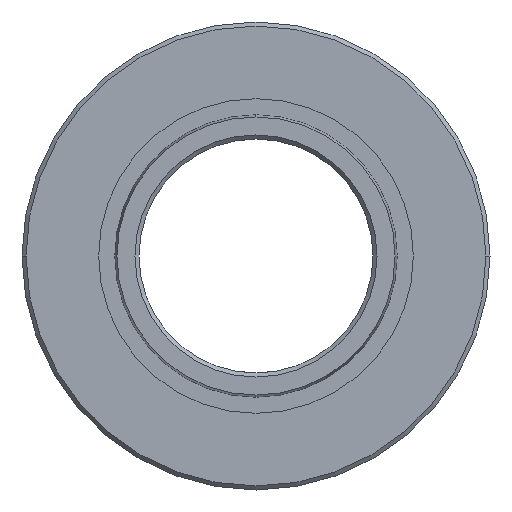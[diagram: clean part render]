
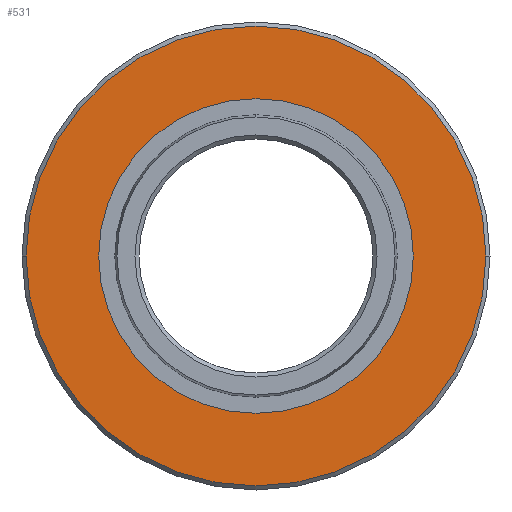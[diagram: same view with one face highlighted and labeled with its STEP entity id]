
A CAD part, front view. The second image highlights one B-rep face of the part: STEP entity #531.
In plain terms, the highlighted planar face has unit normal (0, -1, 0).
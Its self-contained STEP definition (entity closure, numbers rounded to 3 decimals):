
#14 = AXIS2_PLACEMENT_3D ( 'NONE', #289, #1117, #209 ) ;
#35 = CIRCLE ( 'NONE', #14, 19.5 ) ;
#61 = ORIENTED_EDGE ( 'NONE', *, *, #447, .T. ) ;
#81 = PLANE ( 'NONE',  #440 ) ;
#84 = VERTEX_POINT ( 'NONE', #537 ) ;
#112 = ORIENTED_EDGE ( 'NONE', *, *, #368, .F. ) ;
#176 = DIRECTION ( 'NONE',  ( -1., 0., 0. ) ) ;
#177 = EDGE_CURVE ( 'NONE', #84, #1025, #35, .T. ) ;
#190 = AXIS2_PLACEMENT_3D ( 'NONE', #886, #1154, #1069 ) ;
#209 = DIRECTION ( 'NONE',  ( -1., 0., 0. ) ) ;
#225 = DIRECTION ( 'NONE',  ( 0., 1., 0. ) ) ;
#252 = CIRCLE ( 'NONE', #1160, 28.5 ) ;
#261 = DIRECTION ( 'NONE',  ( 0., 1., 0. ) ) ;
#262 = EDGE_LOOP ( 'NONE', ( #112, #408 ) ) ;
#289 = CARTESIAN_POINT ( 'NONE',  ( 0., -60.761, 0. ) ) ;
#306 = FACE_BOUND ( 'NONE', #430, .T. ) ;
#318 = FACE_OUTER_BOUND ( 'NONE', #262, .T. ) ;
#321 = VERTEX_POINT ( 'NONE', #950 ) ;
#357 = DIRECTION ( 'NONE',  ( 0., 1., 0. ) ) ;
#368 = EDGE_CURVE ( 'NONE', #321, #617, #1140, .T. ) ;
#390 = DIRECTION ( 'NONE',  ( -1., 0., 0. ) ) ;
#408 = ORIENTED_EDGE ( 'NONE', *, *, #1086, .F. ) ;
#430 = EDGE_LOOP ( 'NONE', ( #61, #585 ) ) ;
#440 = AXIS2_PLACEMENT_3D ( 'NONE', #754, #357, #176 ) ;
#447 = EDGE_CURVE ( 'NONE', #1025, #84, #687, .T. ) ;
#531 = ADVANCED_FACE ( 'NONE', ( #318, #306 ), #81, .F. ) ;
#537 = CARTESIAN_POINT ( 'NONE',  ( 19.5, -60.761, 0. ) ) ;
#558 = CARTESIAN_POINT ( 'NONE',  ( 28.5, -60.761, 0. ) ) ;
#585 = ORIENTED_EDGE ( 'NONE', *, *, #177, .T. ) ;
#617 = VERTEX_POINT ( 'NONE', #558 ) ;
#687 = CIRCLE ( 'NONE', #190, 19.5 ) ;
#754 = CARTESIAN_POINT ( 'NONE',  ( 28.5, -60.761, 0. ) ) ;
#885 = AXIS2_PLACEMENT_3D ( 'NONE', #961, #225, #390 ) ;
#886 = CARTESIAN_POINT ( 'NONE',  ( 0., -60.761, 0. ) ) ;
#912 = CARTESIAN_POINT ( 'NONE',  ( 0., -60.761, 0. ) ) ;
#950 = CARTESIAN_POINT ( 'NONE',  ( -28.5, -60.761, 0. ) ) ;
#961 = CARTESIAN_POINT ( 'NONE',  ( 0., -60.761, 0. ) ) ;
#1025 = VERTEX_POINT ( 'NONE', #1103 ) ;
#1069 = DIRECTION ( 'NONE',  ( -1., 0., 0. ) ) ;
#1086 = EDGE_CURVE ( 'NONE', #617, #321, #252, .T. ) ;
#1103 = CARTESIAN_POINT ( 'NONE',  ( -19.5, -60.761, 0. ) ) ;
#1117 = DIRECTION ( 'NONE',  ( 0., 1., 0. ) ) ;
#1140 = CIRCLE ( 'NONE', #885, 28.5 ) ;
#1154 = DIRECTION ( 'NONE',  ( 0., 1., 0. ) ) ;
#1160 = AXIS2_PLACEMENT_3D ( 'NONE', #912, #261, #1177 ) ;
#1177 = DIRECTION ( 'NONE',  ( -1., 0., 0. ) ) ;
